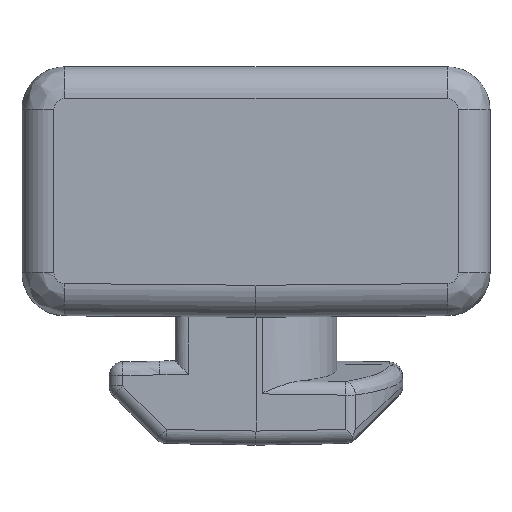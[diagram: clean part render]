
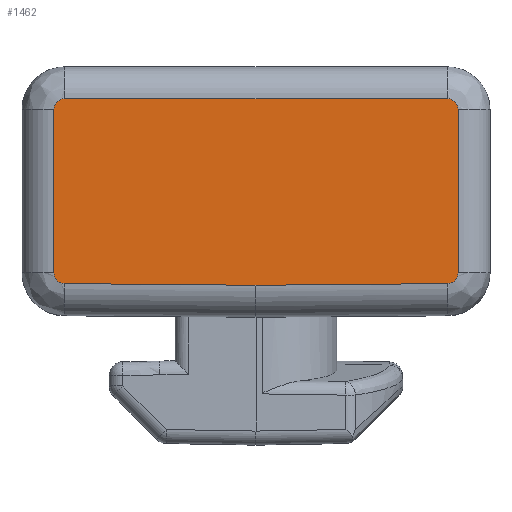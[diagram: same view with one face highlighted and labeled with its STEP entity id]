
A CAD part, top view. The second image highlights one B-rep face of the part: STEP entity #1462.
In plain terms, the highlighted planar face has unit normal (0, 0, 1).
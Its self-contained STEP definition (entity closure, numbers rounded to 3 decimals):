
#91=PLANE('',#1604);
#117=LINE('',#2260,#224);
#147=LINE('',#2402,#254);
#148=LINE('',#2405,#255);
#149=LINE('',#2407,#256);
#150=LINE('',#2408,#257);
#224=VECTOR('',#1773,10.);
#254=VECTOR('',#1861,10.);
#255=VECTOR('',#1864,10.);
#256=VECTOR('',#1865,10.);
#257=VECTOR('',#1866,10.);
#385=FACE_OUTER_BOUND('',#483,.T.);
#483=EDGE_LOOP('',(#1077,#1078,#1079,#1080,#1081,#1082,#1083,#1084,#1085));
#565=CIRCLE('',#1566,0.5);
#579=CIRCLE('',#1585,0.5);
#590=CIRCLE('',#1602,0.5);
#591=CIRCLE('',#1605,0.5);
#636=VERTEX_POINT('',#2228);
#637=VERTEX_POINT('',#2230);
#644=VERTEX_POINT('',#2258);
#668=VERTEX_POINT('',#2321);
#669=VERTEX_POINT('',#2323);
#682=VERTEX_POINT('',#2395);
#683=VERTEX_POINT('',#2401);
#684=VERTEX_POINT('',#2403);
#685=VERTEX_POINT('',#2406);
#767=EDGE_CURVE('',#636,#637,#565,.T.);
#778=EDGE_CURVE('',#644,#636,#117,.T.);
#805=EDGE_CURVE('',#668,#669,#579,.T.);
#827=EDGE_CURVE('',#682,#644,#590,.T.);
#829=EDGE_CURVE('',#683,#682,#147,.T.);
#830=EDGE_CURVE('',#684,#683,#591,.T.);
#831=EDGE_CURVE('',#669,#684,#148,.T.);
#832=EDGE_CURVE('',#685,#668,#149,.T.);
#833=EDGE_CURVE('',#637,#685,#150,.T.);
#1077=ORIENTED_EDGE('',*,*,#767,.F.);
#1078=ORIENTED_EDGE('',*,*,#778,.F.);
#1079=ORIENTED_EDGE('',*,*,#827,.F.);
#1080=ORIENTED_EDGE('',*,*,#829,.F.);
#1081=ORIENTED_EDGE('',*,*,#830,.F.);
#1082=ORIENTED_EDGE('',*,*,#831,.F.);
#1083=ORIENTED_EDGE('',*,*,#805,.F.);
#1084=ORIENTED_EDGE('',*,*,#832,.F.);
#1085=ORIENTED_EDGE('',*,*,#833,.F.);
#1462=ADVANCED_FACE('',(#385),#91,.T.);
#1566=AXIS2_PLACEMENT_3D('',#2231,#1750,#1751);
#1585=AXIS2_PLACEMENT_3D('',#2324,#1812,#1813);
#1602=AXIS2_PLACEMENT_3D('',#2397,#1854,#1855);
#1604=AXIS2_PLACEMENT_3D('',#2400,#1859,#1860);
#1605=AXIS2_PLACEMENT_3D('',#2404,#1862,#1863);
#1750=DIRECTION('center_axis',(0.,0.,
-1.));
#1751=DIRECTION('ref_axis',(0.71,-0.704,0.));
#1773=DIRECTION('',(0.,-1.,0.));
#1812=DIRECTION('center_axis',(0.,0.,
-1.));
#1813=DIRECTION('ref_axis',(-0.71,-0.704,0.));
#1854=DIRECTION('center_axis',(0.,0.,
-1.));
#1855=DIRECTION('ref_axis',(0.707,0.707,0.));
#1859=DIRECTION('center_axis',(0.,0.,
1.));
#1860=DIRECTION('ref_axis',(1.,0.,0.));
#1861=DIRECTION('',(1.,0.,0.));
#1862=DIRECTION('center_axis',(0.,0.,
-1.));
#1863=DIRECTION('ref_axis',(-0.707,0.707,0.));
#1864=DIRECTION('',(0.,1.,0.));
#1865=DIRECTION('',(-1.,0.009,0.));
#1866=DIRECTION('',(-1.,-0.009,0.));
#2228=CARTESIAN_POINT('',(31.5,2.079,10.85));
#2230=CARTESIAN_POINT('',(31.004,1.579,10.85));
#2231=CARTESIAN_POINT('Origin',(31.,2.079,10.85));
#2258=CARTESIAN_POINT('',(31.5,9.77,10.85));
#2260=CARTESIAN_POINT('',(31.5,10.2,10.85));
#2321=CARTESIAN_POINT('',(12.996,1.579,10.85));
#2323=CARTESIAN_POINT('',(12.5,2.079,10.85));
#2324=CARTESIAN_POINT('Origin',(13.,2.079,10.85));
#2395=CARTESIAN_POINT('',(31.,10.27,10.85));
#2397=CARTESIAN_POINT('Origin',(31.,9.77,10.85));
#2400=CARTESIAN_POINT('Origin',(22.,6.8,10.85));
#2401=CARTESIAN_POINT('',(13.,10.27,10.85));
#2402=CARTESIAN_POINT('',(27.5,10.27,10.85));
#2403=CARTESIAN_POINT('',(12.5,9.77,10.85));
#2404=CARTESIAN_POINT('Origin',(13.,9.77,10.85));
#2405=CARTESIAN_POINT('',(12.5,3.4,10.85));
#2406=CARTESIAN_POINT('',(22.,1.5,10.85));
#2407=CARTESIAN_POINT('',(27.483,1.452,10.85));
#2408=CARTESIAN_POINT('',(27.516,1.548,10.85));
